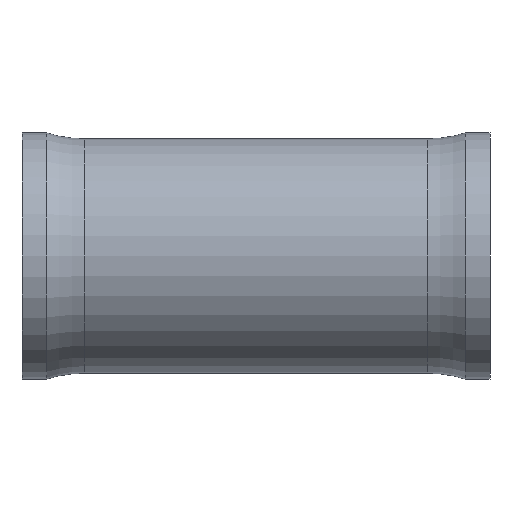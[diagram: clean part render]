
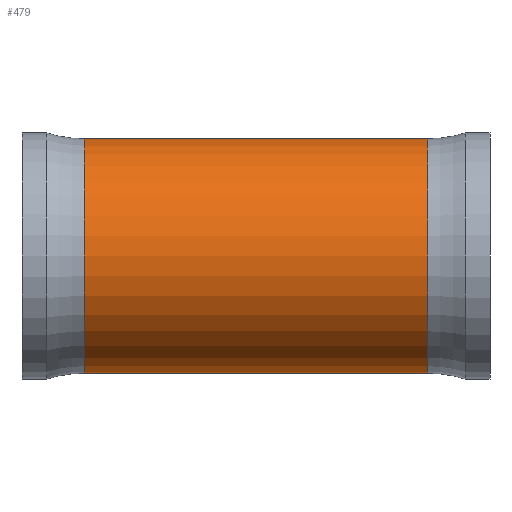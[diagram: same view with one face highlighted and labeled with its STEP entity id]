
A CAD part, left-side view. The second image highlights one B-rep face of the part: STEP entity #479.
In plain terms, the highlighted cylindrical face has radius 23.812 mm (diameter 47.625 mm), a partial arc.
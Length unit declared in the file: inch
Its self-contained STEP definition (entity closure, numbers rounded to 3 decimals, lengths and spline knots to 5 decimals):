
#9 = CARTESIAN_POINT ( 'NONE',  ( 0., 5.49933, -0.9375 ) ) ;
#17 = DIRECTION ( 'NONE',  ( 0., 1., 0. ) ) ;
#22 = EDGE_CURVE ( 'NONE', #249, #474, #459, .T. ) ;
#31 = CIRCLE ( 'NONE', #160, 0.9375 ) ;
#38 = EDGE_CURVE ( 'NONE', #305, #403, #131, .T. ) ;
#55 = FACE_OUTER_BOUND ( 'NONE', #584, .T. ) ;
#74 = CARTESIAN_POINT ( 'NONE',  ( 0., 3.24176, -0.9375 ) ) ;
#119 = VECTOR ( 'NONE', #161, 39.37008 ) ;
#130 = VECTOR ( 'NONE', #157, 39.37008 ) ;
#131 = LINE ( 'NONE', #269, #119 ) ;
#157 = DIRECTION ( 'NONE',  ( 0., 1., 0. ) ) ;
#160 = AXIS2_PLACEMENT_3D ( 'NONE', #321, #17, #365 ) ;
#161 = DIRECTION ( 'NONE',  ( 0., 1., 0. ) ) ;
#178 = DIRECTION ( 'NONE',  ( 0., 0., 1. ) ) ;
#190 = CYLINDRICAL_SURFACE ( 'NONE', #205, 0.9375 ) ;
#205 = AXIS2_PLACEMENT_3D ( 'NONE', #503, #558, #178 ) ;
#242 = CARTESIAN_POINT ( 'NONE',  ( 0., 3.24176, 0. ) ) ;
#249 = VERTEX_POINT ( 'NONE', #628 ) ;
#252 = ORIENTED_EDGE ( 'NONE', *, *, #22, .F. ) ;
#269 = CARTESIAN_POINT ( 'NONE',  ( 0., 5.49933, 0.9375 ) ) ;
#292 = DIRECTION ( 'NONE',  ( 0., 0., 1. ) ) ;
#294 = CIRCLE ( 'NONE', #599, 0.9375 ) ;
#295 = ORIENTED_EDGE ( 'NONE', *, *, #609, .F. ) ;
#305 = VERTEX_POINT ( 'NONE', #438 ) ;
#321 = CARTESIAN_POINT ( 'NONE',  ( 0., 0.49839, 0. ) ) ;
#365 = DIRECTION ( 'NONE',  ( 0., 0., 1. ) ) ;
#382 = EDGE_CURVE ( 'NONE', #249, #305, #31, .T. ) ;
#403 = VERTEX_POINT ( 'NONE', #496 ) ;
#438 = CARTESIAN_POINT ( 'NONE',  ( 0., 0.49839, 0.9375 ) ) ;
#459 = LINE ( 'NONE', #9, #130 ) ;
#474 = VERTEX_POINT ( 'NONE', #74 ) ;
#479 = ADVANCED_FACE ( 'NONE', ( #55 ), #190, .T. ) ;
#496 = CARTESIAN_POINT ( 'NONE',  ( 0., 3.24176, 0.9375 ) ) ;
#503 = CARTESIAN_POINT ( 'NONE',  ( 0., 5.49933, 0. ) ) ;
#554 = ORIENTED_EDGE ( 'NONE', *, *, #38, .T. ) ;
#558 = DIRECTION ( 'NONE',  ( 0., 1., 0. ) ) ;
#567 = DIRECTION ( 'NONE',  ( 0., 1., 0. ) ) ;
#584 = EDGE_LOOP ( 'NONE', ( #252, #631, #554, #295 ) ) ;
#599 = AXIS2_PLACEMENT_3D ( 'NONE', #242, #567, #292 ) ;
#609 = EDGE_CURVE ( 'NONE', #474, #403, #294, .T. ) ;
#628 = CARTESIAN_POINT ( 'NONE',  ( 0., 0.49839, -0.9375 ) ) ;
#631 = ORIENTED_EDGE ( 'NONE', *, *, #382, .T. ) ;
